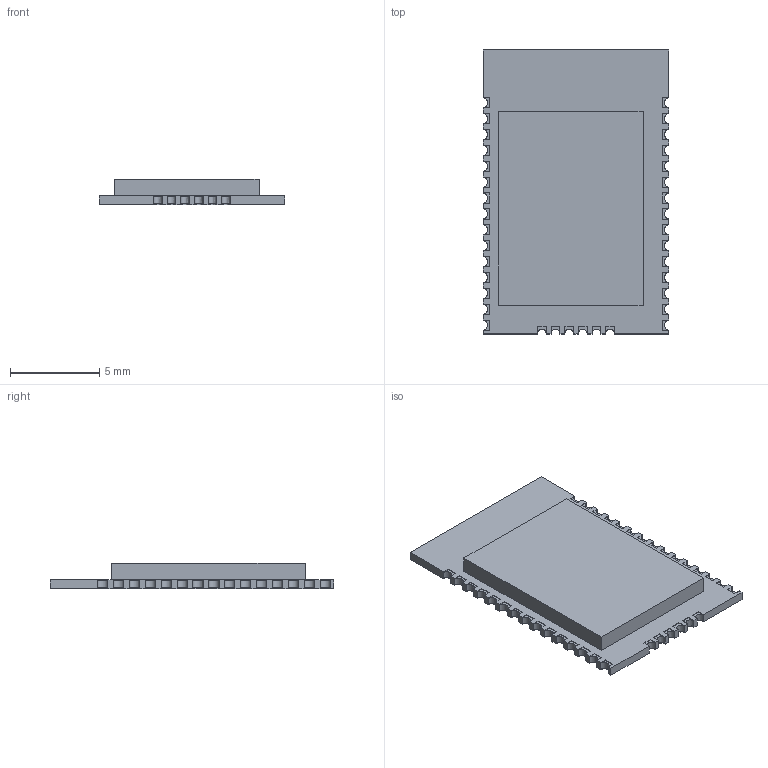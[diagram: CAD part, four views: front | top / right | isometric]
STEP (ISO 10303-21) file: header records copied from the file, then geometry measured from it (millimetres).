
FILE_DESCRIPTION(('FreeCAD Model'),'2;1');
FILE_NAME('MDBT42Q.step','2017-10-18T22:20:17',('Author'),( ''),'Open CASCADE STEP processor 6.8','FreeCAD','Unknown');
FILE_SCHEMA(('AUTOMOTIVE_DESIGN_CC2 { 1 2 10303 214 -1 1 5 4 }'));
Length unit declared in the file: millimetre
Products named in the file (1): MDBT42Q
Bounding box: 10.38 x 15.89 x 1.4 mm (x, y, z)
Volume: 158.2 mm3; surface area: 390.7 mm2
Topology: 1 solids, 1 shells, 389 faces, 1152 edges, 766 vertices
Faces by surface type: bspline 389
Entity records: 27893 total; most frequent: CARTESIAN_POINT 10375, B_SPLINE_CURVE_WITH_KNOTS 3276, ORIENTED_EDGE 2304, PCURVE 2304, DEFINITIONAL_REPRESENTATION 2304, EDGE_CURVE 1152, SURFACE_CURVE 1152, VERTEX_POINT 766
